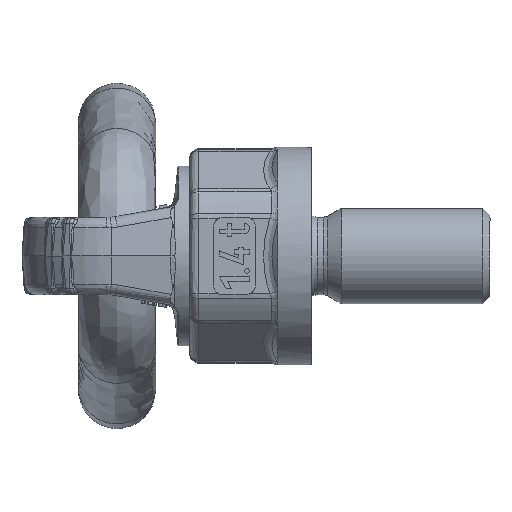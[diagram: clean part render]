
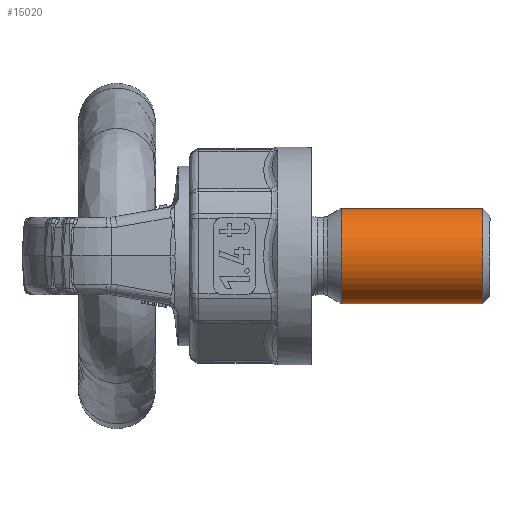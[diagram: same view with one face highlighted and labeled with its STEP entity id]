
A CAD part, front view. The second image highlights one B-rep face of the part: STEP entity #15020.
In plain terms, the highlighted free-form (B-spline) face has degree [2, 1] with [7, 2] control points.
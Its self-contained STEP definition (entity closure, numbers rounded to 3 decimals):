
#14941=CARTESIAN_POINT('V2186',(33.15,-8.0,0.0));
#14942=VERTEX_POINT('V2186',#14941);
#14950=CARTESIAN_POINT('E1044',(33.15,-8.0,0.0));
#14951=CARTESIAN_POINT('E1044',(33.15,-8.0,
   -13.856));
#14952=CARTESIAN_POINT('E1044',(33.15,4.0,
   -6.928));
#14953=CARTESIAN_POINT('E1044',(33.15,16.0,
   0.));
#14954=CARTESIAN_POINT('E1044',(33.15,4.0,
   6.928));
#14955=CARTESIAN_POINT('E1044',(33.15,-8.0,
   13.856));
#14956=CARTESIAN_POINT('E1044',(33.15,-8.0,0.0));
#14964=(BOUNDED_CURVE()B_SPLINE_CURVE(2,(#14950,#14951,#14952,
   #14953,#14954,#14955,#14956),.CIRCULAR_ARC.,.T.,.U.)
   B_SPLINE_CURVE_WITH_KNOTS((3,2,2,3),(0.0,14.452,
   28.904,43.356),.UNSPECIFIED.)CURVE()
   GEOMETRIC_REPRESENTATION_ITEM()RATIONAL_B_SPLINE_CURVE((1.0,
   0.5,1.0,0.5,1.0,0.5,1.0)
   )REPRESENTATION_ITEM('E1044'));
#14965=EDGE_CURVE('E1044',#14942,#14942,#14964,.T.);
#14970=CARTESIAN_POINT('F429',(33.15,-8.0,0.0));
#14971=CARTESIAN_POINT('F429',(33.15,-8.0,
   13.856));
#14972=CARTESIAN_POINT('F429',(33.15,4.0,
   6.928));
#14973=CARTESIAN_POINT('F429',(33.15,16.0,
   0.));
#14974=CARTESIAN_POINT('F429',(33.15,4.0,
   -6.928));
#14975=CARTESIAN_POINT('F429',(33.15,-8.0,
   -13.856));
#14976=CARTESIAN_POINT('F429',(33.15,-8.0,0.0));
#14977=CARTESIAN_POINT('F429',(9.4,-8.0,0.0));
#14978=CARTESIAN_POINT('F429',(9.4,-8.0,
   13.856));
#14979=CARTESIAN_POINT('F429',(9.4,4.0,
   6.928));
#14980=CARTESIAN_POINT('F429',(9.4,16.0,0.)
   );
#14981=CARTESIAN_POINT('F429',(9.4,4.0,
   -6.928));
#14982=CARTESIAN_POINT('F429',(9.4,-8.0,
   -13.856));
#14983=CARTESIAN_POINT('F429',(9.4,-8.0,0.0));
#14991=(BOUNDED_SURFACE()B_SPLINE_SURFACE(2,1,((#14970,#14977),(
   #14971,#14978),(#14972,#14979),(#14973,#14980),(#14974,
   #14981),(#14975,#14982),(#14976,#14983)),.CYLINDRICAL_SURF.,
   .T.,.F.,.U.)B_SPLINE_SURFACE_WITH_KNOTS((3,2,2,3),(2,2),(0.0,
   1.167,2.334,3.501),(0.0,1.0),
   .UNSPECIFIED.)GEOMETRIC_REPRESENTATION_ITEM()
   RATIONAL_B_SPLINE_SURFACE(((1.0,1.0),(0.5,
   0.5),(1.0,1.0),(0.5,
   0.5),(1.0,1.0),(0.5,
   0.5),(1.0,1.0)))REPRESENTATION_ITEM('F429')
   SURFACE());
#14992=CARTESIAN_POINT('V2187',(9.4,-8.0,0.0));
#14993=VERTEX_POINT('V2187',#14992);
#14994=CARTESIAN_POINT('E1047',(9.4,-8.0,0.0));
#14995=CARTESIAN_POINT('E1047',(33.15,-8.0,0.0));
#14996=QUASI_UNIFORM_CURVE('E1047',1,(#14994,#14995),.POLYLINE_FORM.,
   .F.,.U.);
#14997=EDGE_CURVE('E1047',#14993,#14942,#14996,.T.);
#14998=ORIENTED_EDGE('E1047',*,*,#14997,.T.);
#14999=ORIENTED_EDGE('F428',*,*,#14965,.T.);
#15000=ORIENTED_EDGE('E1047',*,*,#14997,.F.);
#15001=CARTESIAN_POINT('E1046',(9.4,-8.0,0.0));
#15002=CARTESIAN_POINT('E1046',(9.4,-8.0,
   -13.856));
#15003=CARTESIAN_POINT('E1046',(9.4,4.0,
   -6.928));
#15004=CARTESIAN_POINT('E1046',(9.4,16.0,
   0.));
#15005=CARTESIAN_POINT('E1046',(9.4,4.0,
   6.928));
#15006=CARTESIAN_POINT('E1046',(9.4,-8.0,
   13.856));
#15007=CARTESIAN_POINT('E1046',(9.4,-8.0,0.0));
#15015=(BOUNDED_CURVE()B_SPLINE_CURVE(2,(#15001,#15002,#15003,
   #15004,#15005,#15006,#15007),.CIRCULAR_ARC.,.T.,.U.)
   B_SPLINE_CURVE_WITH_KNOTS((3,2,2,3),(0.0,1.167,
   2.334,3.501),.UNSPECIFIED.)CURVE()
   GEOMETRIC_REPRESENTATION_ITEM()RATIONAL_B_SPLINE_CURVE((1.0,
   0.5,1.0,0.5,1.0,0.5,1.0)
   )REPRESENTATION_ITEM('E1046'));
#15016=EDGE_CURVE('E1046',#14993,#14993,#15015,.T.);
#15017=ORIENTED_EDGE('E1046',*,*,#15016,.F.);
#15018=EDGE_LOOP('F429',(#14998,#14999,#15000,#15017));
#15019=FACE_OUTER_BOUND('F429',#15018,.F.);
#15020=ADVANCED_FACE('F429',(#15019),#14991,.T.);
